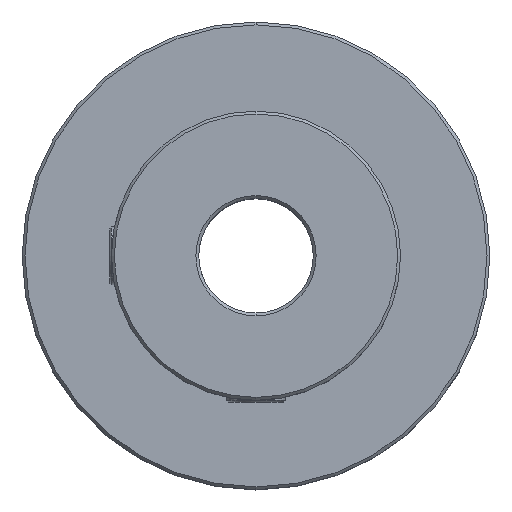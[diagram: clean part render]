
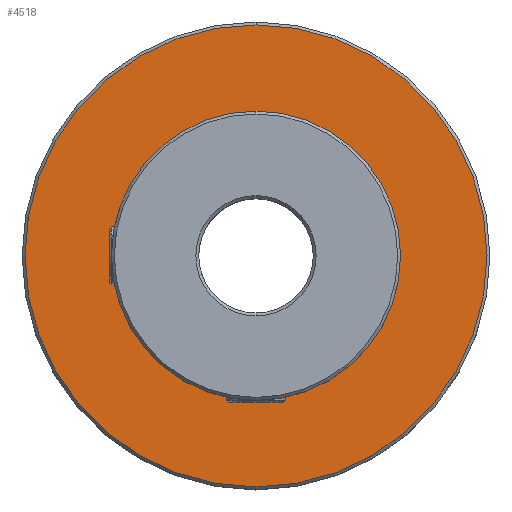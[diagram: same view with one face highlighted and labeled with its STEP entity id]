
A CAD part, top view. The second image highlights one B-rep face of the part: STEP entity #4518.
In plain terms, the highlighted planar face has unit normal (0, 0, 1).
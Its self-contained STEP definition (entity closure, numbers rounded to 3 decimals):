
#10 = ORIENTED_EDGE ( 'NONE', *, *, #2217, .F. ) ;
#181 = CIRCLE ( 'NONE', #4997, 10.075 ) ;
#340 = DIRECTION ( 'NONE',  ( 0., 1., 0. ) ) ;
#398 = PLANE ( 'NONE',  #3557 ) ;
#451 = VERTEX_POINT ( 'NONE', #4705 ) ;
#469 = CIRCLE ( 'NONE', #3726, 16.1 ) ;
#620 = AXIS2_PLACEMENT_3D ( 'NONE', #2123, #1272, #3468 ) ;
#815 = FACE_BOUND ( 'NONE', #1433, .T. ) ;
#875 = VERTEX_POINT ( 'NONE', #4231 ) ;
#1050 = EDGE_CURVE ( 'NONE', #875, #4157, #5536, .T. ) ;
#1100 = CARTESIAN_POINT ( 'NONE',  ( 0., -16.1, 10.1 ) ) ;
#1272 = DIRECTION ( 'NONE',  ( 0., 0., -1. ) ) ;
#1433 = EDGE_LOOP ( 'NONE', ( #4040, #4788 ) ) ;
#1698 = CARTESIAN_POINT ( 'NONE',  ( 0., 0., 10.1 ) ) ;
#1897 = ORIENTED_EDGE ( 'NONE', *, *, #4991, .F. ) ;
#2122 = EDGE_LOOP ( 'NONE', ( #10, #1897 ) ) ;
#2123 = CARTESIAN_POINT ( 'NONE',  ( 0., 0., 10.1 ) ) ;
#2217 = EDGE_CURVE ( 'NONE', #451, #4701, #469, .T. ) ;
#2574 = DIRECTION ( 'NONE',  ( 0., 0., 1. ) ) ;
#2599 = FACE_OUTER_BOUND ( 'NONE', #2122, .T. ) ;
#2629 = EDGE_CURVE ( 'NONE', #4157, #875, #181, .T. ) ;
#2913 = DIRECTION ( 'NONE',  ( 0., 0., -1. ) ) ;
#2944 = CARTESIAN_POINT ( 'NONE',  ( 0., 0., 10.1 ) ) ;
#3060 = DIRECTION ( 'NONE',  ( 0., 1., 0. ) ) ;
#3318 = CARTESIAN_POINT ( 'NONE',  ( 0., 0., 10.1 ) ) ;
#3468 = DIRECTION ( 'NONE',  ( 0., 1., 0. ) ) ;
#3557 = AXIS2_PLACEMENT_3D ( 'NONE', #1698, #2574, #4319 ) ;
#3627 = DIRECTION ( 'NONE',  ( 0., 0., -1. ) ) ;
#3661 = CIRCLE ( 'NONE', #4474, 16.1 ) ;
#3726 = AXIS2_PLACEMENT_3D ( 'NONE', #2944, #2913, #340 ) ;
#4040 = ORIENTED_EDGE ( 'NONE', *, *, #2629, .T. ) ;
#4157 = VERTEX_POINT ( 'NONE', #4743 ) ;
#4231 = CARTESIAN_POINT ( 'NONE',  ( 0., -10.075, 10.1 ) ) ;
#4294 = DIRECTION ( 'NONE',  ( 0., 0., -1. ) ) ;
#4319 = DIRECTION ( 'NONE',  ( 1., 0., 0. ) ) ;
#4474 = AXIS2_PLACEMENT_3D ( 'NONE', #3318, #3627, #4582 ) ;
#4518 = ADVANCED_FACE ( 'NONE', ( #815, #2599 ), #398, .T. ) ;
#4582 = DIRECTION ( 'NONE',  ( 0., 1., 0. ) ) ;
#4701 = VERTEX_POINT ( 'NONE', #1100 ) ;
#4705 = CARTESIAN_POINT ( 'NONE',  ( 0., 16.1, 10.1 ) ) ;
#4743 = CARTESIAN_POINT ( 'NONE',  ( 0., 10.075, 10.1 ) ) ;
#4788 = ORIENTED_EDGE ( 'NONE', *, *, #1050, .T. ) ;
#4991 = EDGE_CURVE ( 'NONE', #4701, #451, #3661, .T. ) ;
#4997 = AXIS2_PLACEMENT_3D ( 'NONE', #5234, #4294, #3060 ) ;
#5234 = CARTESIAN_POINT ( 'NONE',  ( 0., 0., 10.1 ) ) ;
#5536 = CIRCLE ( 'NONE', #620, 10.075 ) ;
